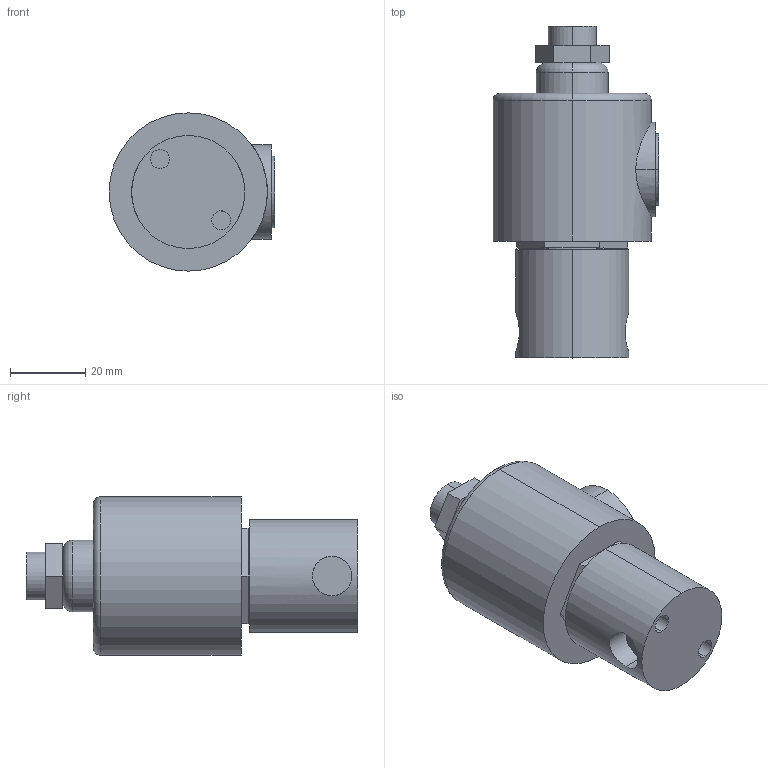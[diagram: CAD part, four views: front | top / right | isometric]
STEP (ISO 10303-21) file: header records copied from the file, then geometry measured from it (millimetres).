
FILE_DESCRIPTION (( 'STEP AP214' ), '1' );
FILE_NAME ('YS302B-2A.STEP', '2025-10-23T06:13:24', ( '' ), ( '' ), 'SwSTEP 2.0', 'SolidWorks 2024', '' );
FILE_SCHEMA (( 'AUTOMOTIVE_DESIGN' ));
Length unit declared in the file: millimetre
Products named in the file (3): AS302B_AS302B; ZS302-2_2A; YS302B-2A
Assembly tree (2 placements, depth 2):
  YS302B-2A
    ZS302-2_2A
    AS302B_AS302B
Bounding box: 44 x 88.05 x 42 mm (x, y, z)
Volume: 79456.4 mm3; surface area: 15339 mm2
Topology: 2 solids, 2 shells, 64 faces, 138 edges, 88 vertices
Faces by surface type: plane 34, cylinder 26, torus 4
Entity records: 2087 total; most frequent: CARTESIAN_POINT 558, DIRECTION 329, ORIENTED_EDGE 276, EDGE_CURVE 138, AXIS2_PLACEMENT_3D 129, VERTEX_POINT 88, EDGE_LOOP 76, VECTOR 71
